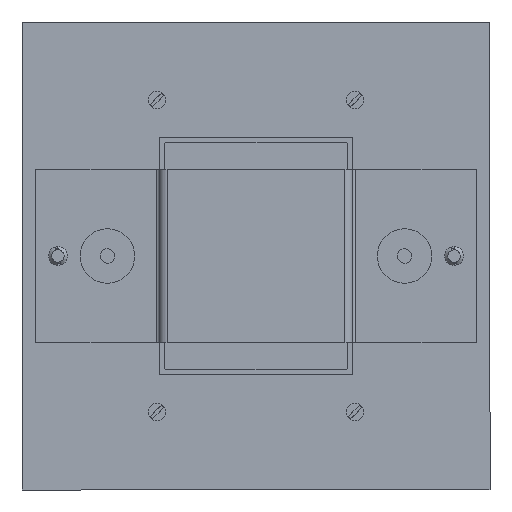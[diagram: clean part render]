
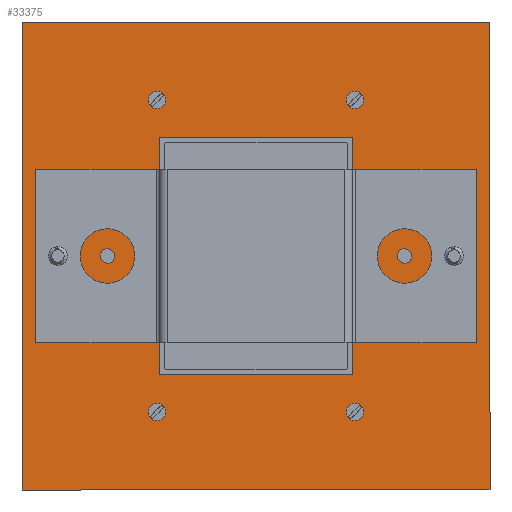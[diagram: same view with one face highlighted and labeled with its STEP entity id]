
A CAD part, left-side view. The second image highlights one B-rep face of the part: STEP entity #33375.
In plain terms, the highlighted face is planar.
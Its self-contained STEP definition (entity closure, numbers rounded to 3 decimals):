
#259 = CARTESIAN_POINT ( 'NONE',  ( 19.5, -24., -1.5 ) ) ;
#774 = EDGE_CURVE ( 'NONE', #2016, #2016, #9937, .T. ) ;
#1373 = CARTESIAN_POINT ( 'NONE',  ( 47.25, 47.25, -1.5 ) ) ;
#1506 = DIRECTION ( 'NONE',  ( 1., 0., 0. ) ) ;
#1586 = FACE_BOUND ( 'NONE', #15915, .T. ) ;
#2016 = VERTEX_POINT ( 'NONE', #7575 ) ;
#2147 = CARTESIAN_POINT ( 'NONE',  ( -19.5, -24., -1.5 ) ) ;
#2544 = VERTEX_POINT ( 'NONE', #21150 ) ;
#2931 = DIRECTION ( 'NONE',  ( 0., -1., 0. ) ) ;
#3194 = DIRECTION ( 'NONE',  ( 0., 1., 0. ) ) ;
#3747 = ORIENTED_EDGE ( 'NONE', *, *, #26810, .T. ) ;
#3873 = CARTESIAN_POINT ( 'NONE',  ( -47.25, -47.25, -1.5 ) ) ;
#3911 = CARTESIAN_POINT ( 'NONE',  ( -19.5, 24., -1.5 ) ) ;
#4150 = CARTESIAN_POINT ( 'NONE',  ( -47.25, 47.25, -1.5 ) ) ;
#4349 = FACE_BOUND ( 'NONE', #31574, .T. ) ;
#4741 = FACE_OUTER_BOUND ( 'NONE', #37934, .T. ) ;
#4973 = CARTESIAN_POINT ( 'NONE',  ( 18.25, 31.5, -1.5 ) ) ;
#4993 = EDGE_LOOP ( 'NONE', ( #35875 ) ) ;
#5112 = DIRECTION ( 'NONE',  ( 1., 0., 0. ) ) ;
#5296 = DIRECTION ( 'NONE',  ( -1., 0., 0. ) ) ;
#5585 = VECTOR ( 'NONE', #25400, 1000. ) ;
#6249 = VECTOR ( 'NONE', #7479, 1000. ) ;
#6300 = CARTESIAN_POINT ( 'NONE',  ( -47.25, -47.25, -1.5 ) ) ;
#6705 = EDGE_CURVE ( 'NONE', #32371, #32371, #12501, .T. ) ;
#7069 = ORIENTED_EDGE ( 'NONE', *, *, #34179, .T. ) ;
#7447 = EDGE_CURVE ( 'NONE', #23491, #9693, #10330, .T. ) ;
#7479 = DIRECTION ( 'NONE',  ( -1., 0., 0. ) ) ;
#7575 = CARTESIAN_POINT ( 'NONE',  ( -18.25, 31.5, -1.5 ) ) ;
#7924 = ORIENTED_EDGE ( 'NONE', *, *, #7447, .T. ) ;
#7957 = EDGE_CURVE ( 'NONE', #33109, #8536, #25958, .T. ) ;
#8107 = DIRECTION ( 'NONE',  ( 0., 0., 1. ) ) ;
#8476 = CARTESIAN_POINT ( 'NONE',  ( 20., -31.5, -1.5 ) ) ;
#8536 = VERTEX_POINT ( 'NONE', #24453 ) ;
#8733 = VERTEX_POINT ( 'NONE', #12098 ) ;
#9693 = VERTEX_POINT ( 'NONE', #9899 ) ;
#9899 = CARTESIAN_POINT ( 'NONE',  ( -19.5, -24., -1.5 ) ) ;
#9937 = CIRCLE ( 'NONE', #25783, 1.75 ) ;
#10065 = LINE ( 'NONE', #3911, #6249 ) ;
#10115 = VECTOR ( 'NONE', #5112, 1000. ) ;
#10129 = DIRECTION ( 'NONE',  ( 0., 0., -1. ) ) ;
#10330 = LINE ( 'NONE', #31183, #18341 ) ;
#10415 = VERTEX_POINT ( 'NONE', #259 ) ;
#10430 = LINE ( 'NONE', #37632, #15492 ) ;
#10494 = LINE ( 'NONE', #12880, #5585 ) ;
#10520 = DIRECTION ( 'NONE',  ( 1., 0., 0. ) ) ;
#10690 = ORIENTED_EDGE ( 'NONE', *, *, #7957, .F. ) ;
#10695 = CARTESIAN_POINT ( 'NONE',  ( -20., -31.5, -1.5 ) ) ;
#11276 = AXIS2_PLACEMENT_3D ( 'NONE', #8476, #17417, #35859 ) ;
#11400 = VECTOR ( 'NONE', #5296, 1000. ) ;
#12007 = ORIENTED_EDGE ( 'NONE', *, *, #36143, .F. ) ;
#12098 = CARTESIAN_POINT ( 'NONE',  ( -21.75, -31.5, -1.5 ) ) ;
#12274 = ORIENTED_EDGE ( 'NONE', *, *, #23314, .T. ) ;
#12501 = CIRCLE ( 'NONE', #29647, 1.75 ) ;
#12848 = DIRECTION ( 'NONE',  ( 0., 0., 1. ) ) ;
#12880 = CARTESIAN_POINT ( 'NONE',  ( 47.25, -47.25, -1.5 ) ) ;
#13681 = DIRECTION ( 'NONE',  ( -1., 0., 0. ) ) ;
#13818 = VECTOR ( 'NONE', #2931, 1000. ) ;
#13986 = LINE ( 'NONE', #24435, #26848 ) ;
#15492 = VECTOR ( 'NONE', #1506, 1000. ) ;
#15915 = EDGE_LOOP ( 'NONE', ( #31076 ) ) ;
#16684 = CARTESIAN_POINT ( 'NONE',  ( 47.25, -47.25, -1.5 ) ) ;
#16842 = ORIENTED_EDGE ( 'NONE', *, *, #19842, .F. ) ;
#17234 = LINE ( 'NONE', #2147, #10115 ) ;
#17417 = DIRECTION ( 'NONE',  ( 0., 0., 1. ) ) ;
#18341 = VECTOR ( 'NONE', #22447, 1000. ) ;
#18812 = CARTESIAN_POINT ( 'NONE',  ( 20., 31.5, -1.5 ) ) ;
#19842 = EDGE_CURVE ( 'NONE', #8536, #22607, #33115, .T. ) ;
#20403 = CARTESIAN_POINT ( 'NONE',  ( -47.25, 47.25, -1.5 ) ) ;
#20850 = CARTESIAN_POINT ( 'NONE',  ( 21.75, -31.5, -1.5 ) ) ;
#20868 = ORIENTED_EDGE ( 'NONE', *, *, #33222, .T. ) ;
#21041 = VERTEX_POINT ( 'NONE', #20850 ) ;
#21150 = CARTESIAN_POINT ( 'NONE',  ( 19.5, 24., -1.5 ) ) ;
#22447 = DIRECTION ( 'NONE',  ( 0., -1., 0. ) ) ;
#22596 = ORIENTED_EDGE ( 'NONE', *, *, #23844, .T. ) ;
#22607 = VERTEX_POINT ( 'NONE', #3873 ) ;
#22629 = PLANE ( 'NONE',  #28697 ) ;
#22817 = DIRECTION ( 'NONE',  ( -1., 0., 0. ) ) ;
#23314 = EDGE_CURVE ( 'NONE', #21041, #21041, #30284, .T. ) ;
#23491 = VERTEX_POINT ( 'NONE', #33263 ) ;
#23844 = EDGE_CURVE ( 'NONE', #2544, #23491, #10065, .T. ) ;
#24435 = CARTESIAN_POINT ( 'NONE',  ( 19.5, -24., -1.5 ) ) ;
#24453 = CARTESIAN_POINT ( 'NONE',  ( -47.25, 47.25, -1.5 ) ) ;
#25400 = DIRECTION ( 'NONE',  ( 0., 1., 0. ) ) ;
#25783 = AXIS2_PLACEMENT_3D ( 'NONE', #28971, #34735, #10520 ) ;
#25958 = LINE ( 'NONE', #20403, #11400 ) ;
#26810 = EDGE_CURVE ( 'NONE', #9693, #10415, #17234, .T. ) ;
#26848 = VECTOR ( 'NONE', #3194, 1000. ) ;
#28585 = FACE_BOUND ( 'NONE', #37138, .T. ) ;
#28697 = AXIS2_PLACEMENT_3D ( 'NONE', #4150, #10129, #13681 ) ;
#28971 = CARTESIAN_POINT ( 'NONE',  ( -20., 31.5, -1.5 ) ) ;
#29647 = AXIS2_PLACEMENT_3D ( 'NONE', #18812, #12848, #31130 ) ;
#30284 = CIRCLE ( 'NONE', #11276, 1.75 ) ;
#31076 = ORIENTED_EDGE ( 'NONE', *, *, #774, .T. ) ;
#31130 = DIRECTION ( 'NONE',  ( -1., 0., 0. ) ) ;
#31183 = CARTESIAN_POINT ( 'NONE',  ( -19.5, -24., -1.5 ) ) ;
#31574 = EDGE_LOOP ( 'NONE', ( #7069, #22596, #7924, #3747 ) ) ;
#32371 = VERTEX_POINT ( 'NONE', #4973 ) ;
#33109 = VERTEX_POINT ( 'NONE', #1373 ) ;
#33115 = LINE ( 'NONE', #6300, #13818 ) ;
#33222 = EDGE_CURVE ( 'NONE', #8733, #8733, #36955, .T. ) ;
#33263 = CARTESIAN_POINT ( 'NONE',  ( -19.5, 24., -1.5 ) ) ;
#33375 = ADVANCED_FACE ( 'NONE', ( #28585, #34938, #34535, #1586, #4349, #4741 ), #22629, .T. ) ;
#33760 = AXIS2_PLACEMENT_3D ( 'NONE', #10695, #8107, #22817 ) ;
#34179 = EDGE_CURVE ( 'NONE', #10415, #2544, #13986, .T. ) ;
#34405 = VERTEX_POINT ( 'NONE', #16684 ) ;
#34535 = FACE_BOUND ( 'NONE', #4993, .T. ) ;
#34735 = DIRECTION ( 'NONE',  ( 0., 0., 1. ) ) ;
#34814 = ORIENTED_EDGE ( 'NONE', *, *, #35334, .F. ) ;
#34938 = FACE_BOUND ( 'NONE', #39149, .T. ) ;
#35334 = EDGE_CURVE ( 'NONE', #22607, #34405, #10430, .T. ) ;
#35859 = DIRECTION ( 'NONE',  ( 1., 0., 0. ) ) ;
#35875 = ORIENTED_EDGE ( 'NONE', *, *, #6705, .T. ) ;
#36143 = EDGE_CURVE ( 'NONE', #34405, #33109, #10494, .T. ) ;
#36955 = CIRCLE ( 'NONE', #33760, 1.75 ) ;
#37138 = EDGE_LOOP ( 'NONE', ( #20868 ) ) ;
#37632 = CARTESIAN_POINT ( 'NONE',  ( -47.25, -47.25, -1.5 ) ) ;
#37934 = EDGE_LOOP ( 'NONE', ( #16842, #10690, #12007, #34814 ) ) ;
#39149 = EDGE_LOOP ( 'NONE', ( #12274 ) ) ;
